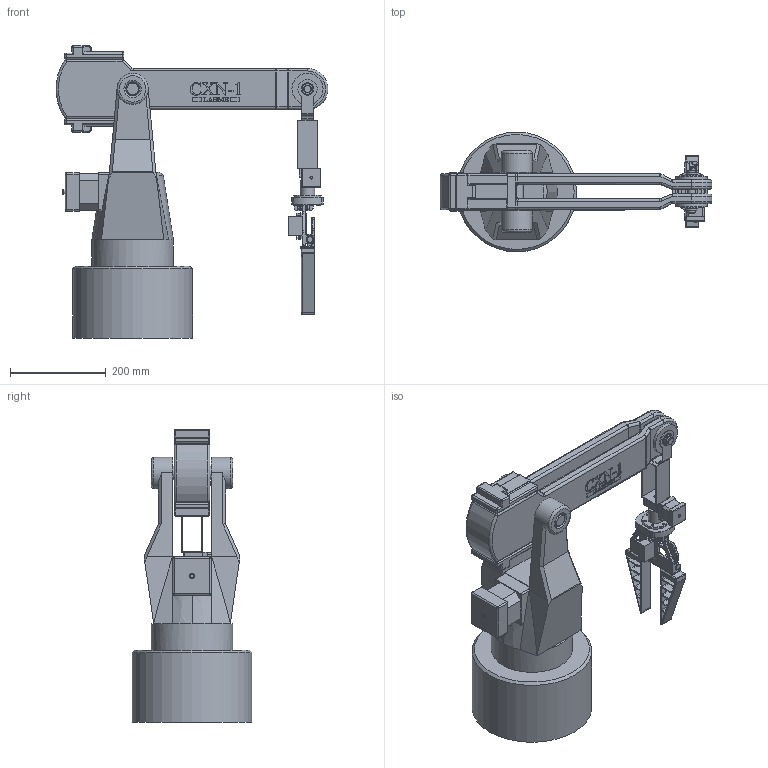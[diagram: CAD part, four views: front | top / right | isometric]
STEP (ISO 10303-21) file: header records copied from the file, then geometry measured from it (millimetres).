
FILE_DESCRIPTION(('HOOPS Exchange Step'),'2;1');
FILE_NAME('temp_export','2022-10-20T12:35:05-03:00',('joaqu'),('Shapr3D Limited'),'HOOPS Exchange 2022.0','Shapr3D','Authorized');
FILE_SCHEMA( ('AUTOMOTIVE_DESIGN { 1 0 10303 214 1 1 1 1 }') );
Length unit declared in the file: millimetre
Products named in the file (2): CXN-1; root
Assembly tree (1 placements, depth 2):
  root
    CXN-1
Bounding box: 567.11 x 250 x 610 mm (x, y, z)
Volume: 17136655.6 mm3; surface area: 894942.7 mm2
Topology: 6 solids, 6 shells, 2078 faces, 5362 edges, 3311 vertices
Faces by surface type: plane 858, cylinder 594, bspline 211, torus 183, cone 164, sphere 68
Full cylindrical faces by diameter (mm): 3 x8, 3.2 x8, 3.5 x4, 4 x12, 5 x4, 5.4 x4, 5.6 x6, 5.957 x1, 6 x15, 6.2 x1, 6.4 x2, 7 x1, 7.968 x1, 8 x5, 8.5 x2, 9.4 x4, 10 x1, 11.15 x1, 12 x2, 12.8 x1, 16 x3, 20 x3, 22 x4, 26 x2, 28 x2, 30 x2, 30.431 x1, 32 x2, 56.036 x1, 58 x1
Entity records: 75896 total; most frequent: CARTESIAN_POINT 25862, ORIENTED_EDGE 10578, DIRECTION 10187, EDGE_CURVE 5289, AXIS2_PLACEMENT_3D 3747, VERTEX_POINT 3311, VECTOR 2693, LINE 2693
